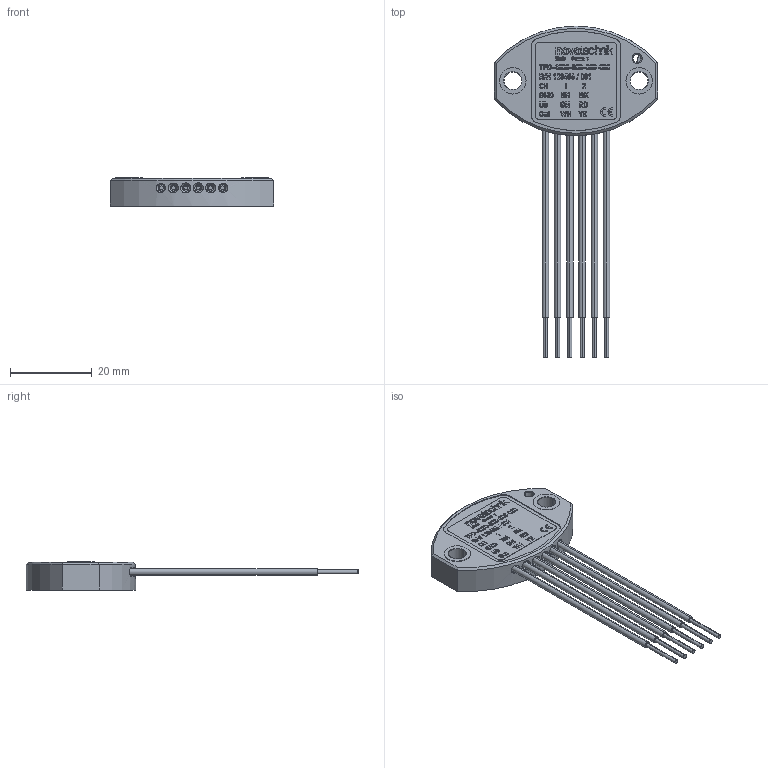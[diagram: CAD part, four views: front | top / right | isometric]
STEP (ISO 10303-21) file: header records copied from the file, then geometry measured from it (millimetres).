
FILE_DESCRIPTION (( 'STEP AP214' ), '1' );
FILE_NAME ('TFD-4_ _ _-_ _ _-_ _ _-412.step', '2020-07-06T11:20:00', ( '' ), ( '' ), 'SwSTEP 2.0', 'SolidWorks 2017', '' );
FILE_SCHEMA (( 'AUTOMOTIVE_DESIGN' ));
Length unit declared in the file: millimetre
Products named in the file (1): TFD-4_ _ _-_ _ _-_ _ _-412
Bounding box: 40.12 x 81.45 x 7 mm (x, y, z)
Surface area: 5304 mm2 (no closed solid volume)
Topology: 0 solids, 98 shells, 436 faces, 2357 edges, 2017 vertices
Faces by surface type: plane 228, bspline 112, cone 52, cylinder 42, torus 2
Entity records: 38442 total; most frequent: CARTESIAN_POINT 17916, ORIENTED_EDGE 3020, EDGE_CURVE 2357, DIRECTION 2232, VERTEX_POINT 2017, LINE 1194, VECTOR 1194, B_SPLINE_CURVE_WITH_KNOTS 969
